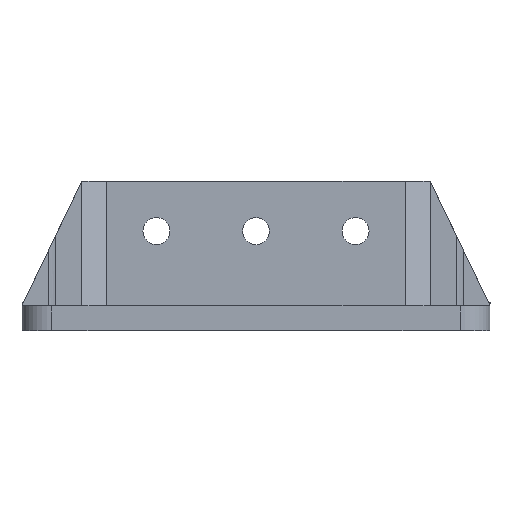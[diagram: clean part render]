
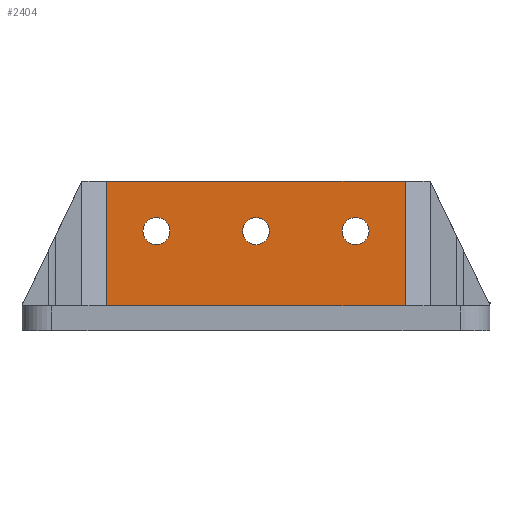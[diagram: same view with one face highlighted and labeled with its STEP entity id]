
A CAD part, front view. The second image highlights one B-rep face of the part: STEP entity #2404.
In plain terms, the highlighted planar face has unit normal (0, -1, 0).
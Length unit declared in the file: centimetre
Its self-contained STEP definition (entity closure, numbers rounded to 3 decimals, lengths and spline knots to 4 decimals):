
#97=LINE($,#3559,#347);
#143=LINE($,#3684,#393);
#144=LINE($,#3686,#394);
#145=LINE($,#3688,#395);
#146=LINE($,#3689,#396);
#147=LINE($,#3690,#397);
#347=VECTOR($,#2847,2.5);
#393=VECTOR($,#2977,2.);
#394=VECTOR($,#2978,2.5);
#395=VECTOR($,#2979,2.);
#396=VECTOR($,#2980,4.);
#397=VECTOR($,#2981,4.);
#576=PLANE($,#2572);
#653=FACE_BOUND($,#878,.T.);
#654=FACE_BOUND($,#879,.T.);
#655=FACE_BOUND($,#880,.T.);
#656=FACE_BOUND($,#881,.T.);
#878=EDGE_LOOP($,(#1845));
#879=EDGE_LOOP($,(#1846));
#880=EDGE_LOOP($,(#1847));
#881=EDGE_LOOP($,(#1848,#1849,#1850,#1851,#1852,#1853));
#993=CIRCLE($,#2492,0.27);
#997=CIRCLE($,#2498,0.27);
#1001=CIRCLE($,#2504,0.27);
#1055=VERTEX_POINT($,#3408);
#1059=VERTEX_POINT($,#3418);
#1063=VERTEX_POINT($,#3428);
#1112=VERTEX_POINT($,#3553);
#1113=VERTEX_POINT($,#3557);
#1149=VERTEX_POINT($,#3682);
#1150=VERTEX_POINT($,#3683);
#1151=VERTEX_POINT($,#3685);
#1152=VERTEX_POINT($,#3687);
#1285=EDGE_CURVE($,#1055,#1055,#993,.T.);
#1289=EDGE_CURVE($,#1059,#1059,#997,.T.);
#1293=EDGE_CURVE($,#1063,#1063,#1001,.T.);
#1355=EDGE_CURVE($,#1113,#1112,#97,.T.);
#1417=EDGE_CURVE($,#1149,#1150,#143,.T.);
#1418=EDGE_CURVE($,#1150,#1151,#144,.T.);
#1419=EDGE_CURVE($,#1152,#1151,#145,.T.);
#1420=EDGE_CURVE($,#1152,#1112,#146,.T.);
#1421=EDGE_CURVE($,#1149,#1113,#147,.T.);
#1845=ORIENTED_EDGE($,*,*,#1285,.T.);
#1846=ORIENTED_EDGE($,*,*,#1289,.T.);
#1847=ORIENTED_EDGE($,*,*,#1293,.T.);
#1848=ORIENTED_EDGE($,*,*,#1417,.T.);
#1849=ORIENTED_EDGE($,*,*,#1418,.T.);
#1850=ORIENTED_EDGE($,*,*,#1419,.F.);
#1851=ORIENTED_EDGE($,*,*,#1420,.T.);
#1852=ORIENTED_EDGE($,*,*,#1355,.F.);
#1853=ORIENTED_EDGE($,*,*,#1421,.F.);
#2404=ADVANCED_FACE($,(#653,#654,#655,#656),#576,.T.);
#2492=AXIS2_PLACEMENT_3D($,#3409,#2716,#2717);
#2498=AXIS2_PLACEMENT_3D($,#3419,#2728,#2729);
#2504=AXIS2_PLACEMENT_3D($,#3429,#2740,#2741);
#2572=AXIS2_PLACEMENT_3D($,#3681,#2975,#2976);
#2716=DIRECTION('center_axis',(0.,1.,0.));
#2717=DIRECTION('ref_axis',(1.,0.,0.));
#2728=DIRECTION('center_axis',(0.,1.,0.));
#2729=DIRECTION('ref_axis',(1.,0.,0.));
#2740=DIRECTION('center_axis',(0.,1.,0.));
#2741=DIRECTION('ref_axis',(1.,0.,0.));
#2847=DIRECTION($,(0.,0.,1.));
#2975=DIRECTION('center_axis',(0.,-1.,0.));
#2976=DIRECTION('ref_axis',(1.,0.,0.));
#2977=DIRECTION($,(1.,0.,0.));
#2978=DIRECTION($,(0.,0.,1.));
#2979=DIRECTION($,(1.,0.,0.));
#2980=DIRECTION($,(-1.,0.,0.));
#2981=DIRECTION($,(-1.,0.,0.));
#3408=CARTESIAN_POINT('',(-6.37,0.095,1.5));
#3409=CARTESIAN_POINT('Origin',(-6.1,0.095,1.5));
#3418=CARTESIAN_POINT('',(-2.37,0.095,1.5));
#3419=CARTESIAN_POINT('Origin',(-2.1,0.095,1.5));
#3428=CARTESIAN_POINT('',(-4.37,0.095,1.5));
#3429=CARTESIAN_POINT('Origin',(-4.1,0.095,1.5));
#3553=CARTESIAN_POINT('',(-7.1,0.095,2.5));
#3557=CARTESIAN_POINT('',(-7.1,0.095,0.));
#3559=CARTESIAN_POINT($,(-7.1,0.095,0.));
#3681=CARTESIAN_POINT('Origin',(-5.1,0.095,0.));
#3682=CARTESIAN_POINT('',(-3.1,0.095,0.));
#3683=CARTESIAN_POINT('',(-1.1,0.095,0.));
#3684=CARTESIAN_POINT($,(-5.6,0.095,0.));
#3685=CARTESIAN_POINT('',(-1.1,0.095,2.5));
#3686=CARTESIAN_POINT($,(-1.1,0.095,0.));
#3687=CARTESIAN_POINT('',(-3.1,0.095,2.5));
#3688=CARTESIAN_POINT($,(-5.6,0.095,2.5));
#3689=CARTESIAN_POINT($,(-3.1,0.095,2.5));
#3690=CARTESIAN_POINT($,(-3.1,0.095,0.));
